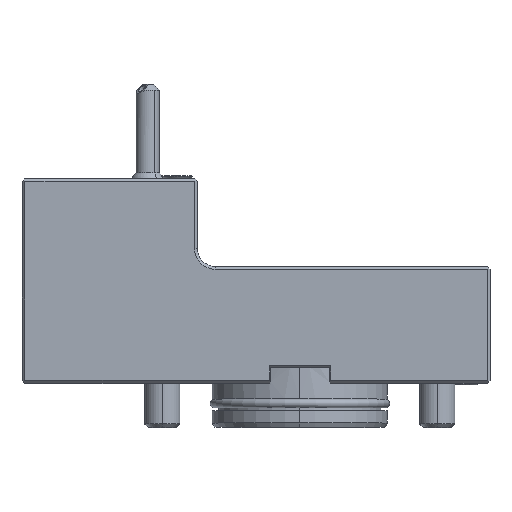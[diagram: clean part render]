
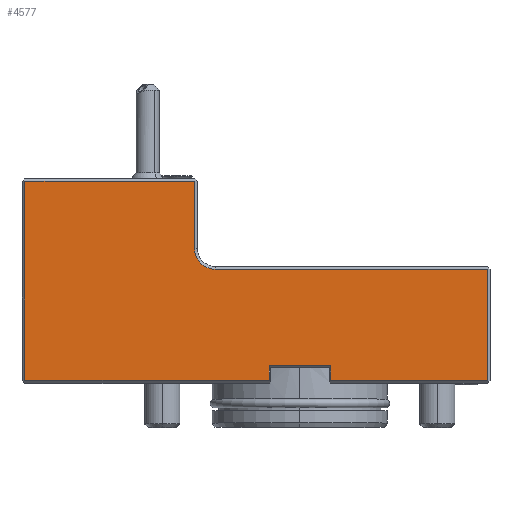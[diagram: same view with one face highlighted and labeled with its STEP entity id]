
A CAD part, top view. The second image highlights one B-rep face of the part: STEP entity #4577.
In plain terms, the highlighted planar face has unit normal (0, 0, 1).
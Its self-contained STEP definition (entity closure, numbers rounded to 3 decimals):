
#440=DIRECTION('',(0.,1.,0.));
#441=VECTOR('',#440,5.);
#442=CARTESIAN_POINT('',(-10.5,1.,54.));
#443=LINE('',#442,#441);
#444=DIRECTION('',(-1.,0.,0.));
#445=VECTOR('',#444,83.5);
#446=CARTESIAN_POINT('',(-10.5,1.,54.));
#447=LINE('',#446,#445);
#448=DIRECTION('',(0.,-1.,0.));
#449=VECTOR('',#448,68.);
#450=CARTESIAN_POINT('',(-94.,69.,54.));
#451=LINE('',#450,#449);
#452=DIRECTION('',(1.,0.,0.));
#453=VECTOR('',#452,58.);
#454=CARTESIAN_POINT('',(-94.,69.,54.));
#455=LINE('',#454,#453);
#456=DIRECTION('',(0.,1.,0.));
#457=VECTOR('',#456,23.);
#458=CARTESIAN_POINT('',(-36.,46.,54.));
#459=LINE('',#458,#457);
#460=CARTESIAN_POINT('',(-29.,46.,54.));
#461=DIRECTION('',(0.,0.,-1.));
#462=DIRECTION('',(0.,-1.,0.));
#463=AXIS2_PLACEMENT_3D('',#460,#461,#462);
#465=DIRECTION('',(-1.,0.,0.));
#466=VECTOR('',#465,93.);
#467=CARTESIAN_POINT('',(64.,39.,54.));
#468=LINE('',#467,#466);
#469=DIRECTION('',(0.,-1.,0.));
#470=VECTOR('',#469,38.);
#471=CARTESIAN_POINT('',(64.,39.,54.));
#472=LINE('',#471,#470);
#473=DIRECTION('',(-1.,0.,0.));
#474=VECTOR('',#473,53.5);
#475=CARTESIAN_POINT('',(64.,1.,54.));
#476=LINE('',#475,#474);
#477=DIRECTION('',(0.,-1.,0.));
#478=VECTOR('',#477,5.);
#479=CARTESIAN_POINT('',(10.5,6.,54.));
#480=LINE('',#479,#478);
#481=DIRECTION('',(1.,0.,0.));
#482=VECTOR('',#481,21.);
#483=CARTESIAN_POINT('',(-10.5,6.,54.));
#484=LINE('',#483,#482);
#3150=CARTESIAN_POINT('',(-10.5,1.,54.));
#3151=CARTESIAN_POINT('',(-10.5,6.,54.));
#3152=VERTEX_POINT('',#3150);
#3153=VERTEX_POINT('',#3151);
#3162=CARTESIAN_POINT('',(10.5,6.,54.));
#3163=CARTESIAN_POINT('',(10.5,1.,54.));
#3164=VERTEX_POINT('',#3162);
#3165=VERTEX_POINT('',#3163);
#3204=CARTESIAN_POINT('',(-94.,69.,54.));
#3205=CARTESIAN_POINT('',(-36.,69.,54.));
#3206=VERTEX_POINT('',#3204);
#3207=VERTEX_POINT('',#3205);
#3216=CARTESIAN_POINT('',(-94.,1.,54.));
#3217=VERTEX_POINT('',#3216);
#3222=CARTESIAN_POINT('',(64.,39.,54.));
#3223=CARTESIAN_POINT('',(64.,1.,54.));
#3224=VERTEX_POINT('',#3222);
#3225=VERTEX_POINT('',#3223);
#3232=CARTESIAN_POINT('',(-29.,39.,54.));
#3233=VERTEX_POINT('',#3232);
#3236=CARTESIAN_POINT('',(-36.,46.,54.));
#3237=VERTEX_POINT('',#3236);
#4549=CARTESIAN_POINT('',(-95.,0.,54.));
#4550=DIRECTION('',(0.,0.,1.));
#4551=DIRECTION('',(1.,0.,0.));
#4552=AXIS2_PLACEMENT_3D('',#4549,#4550,#4551);
#4553=PLANE('',#4552);
#4555=ORIENTED_EDGE('',*,*,#4554,.F.);
#4557=ORIENTED_EDGE('',*,*,#4556,.T.);
#4559=ORIENTED_EDGE('',*,*,#4558,.F.);
#4560=ORIENTED_EDGE('',*,*,#4536,.T.);
#4562=ORIENTED_EDGE('',*,*,#4561,.F.);
#4564=ORIENTED_EDGE('',*,*,#4563,.F.);
#4566=ORIENTED_EDGE('',*,*,#4565,.F.);
#4568=ORIENTED_EDGE('',*,*,#4567,.T.);
#4570=ORIENTED_EDGE('',*,*,#4569,.T.);
#4572=ORIENTED_EDGE('',*,*,#4571,.F.);
#4574=ORIENTED_EDGE('',*,*,#4573,.F.);
#4575=EDGE_LOOP('',(#4555,#4557,#4559,#4560,#4562,#4564,#4566,#4568,#4570,#4572,
#4574));
#4576=FACE_OUTER_BOUND('',#4575,.F.);
#464=CIRCLE('',#463,7.);
#4536=EDGE_CURVE('',#3206,#3207,#455,.T.);
#4554=EDGE_CURVE('',#3152,#3153,#443,.T.);
#4556=EDGE_CURVE('',#3152,#3217,#447,.T.);
#4558=EDGE_CURVE('',#3206,#3217,#451,.T.);
#4561=EDGE_CURVE('',#3237,#3207,#459,.T.);
#4563=EDGE_CURVE('',#3233,#3237,#464,.T.);
#4565=EDGE_CURVE('',#3224,#3233,#468,.T.);
#4567=EDGE_CURVE('',#3224,#3225,#472,.T.);
#4569=EDGE_CURVE('',#3225,#3165,#476,.T.);
#4571=EDGE_CURVE('',#3164,#3165,#480,.T.);
#4573=EDGE_CURVE('',#3153,#3164,#484,.T.);
#4577=ADVANCED_FACE('',(#4576),#4553,.T.);
